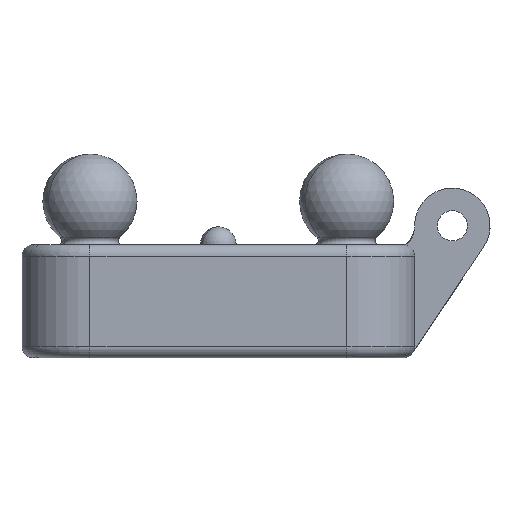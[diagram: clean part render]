
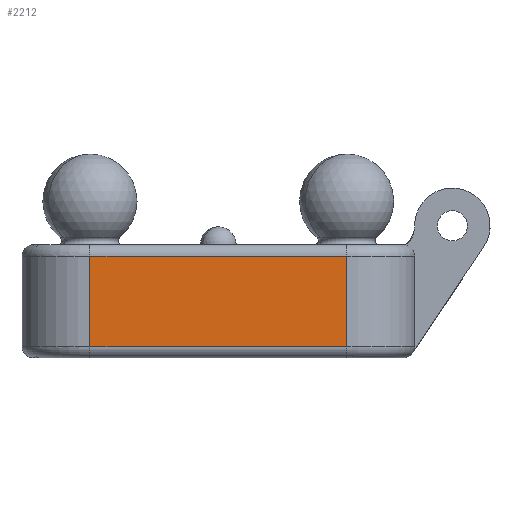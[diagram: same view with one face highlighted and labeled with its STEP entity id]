
A CAD part, left-side view. The second image highlights one B-rep face of the part: STEP entity #2212.
In plain terms, the highlighted planar face has unit normal (-1, 0, 0).
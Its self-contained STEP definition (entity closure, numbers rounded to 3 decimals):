
#2192=AXIS2_PLACEMENT_3D('Plane Axis2P3D',#2189,#2190,#2191) ;
#788=CARTESIAN_POINT('Cartesian Point',(-86.,-34.,27.)) ;
#836=CARTESIAN_POINT('Cartesian Point',(-86.,34.,27.)) ;
#839=CARTESIAN_POINT('Line Origine',(-86.,0.,27.)) ;
#1977=CARTESIAN_POINT('Cartesian Point',(-86.,-34.,3.)) ;
#2177=CARTESIAN_POINT('Line Origine',(-86.,-34.,15.)) ;
#2189=CARTESIAN_POINT('Axis2P3D Location',(-86.,-34.,0.)) ;
#2194=CARTESIAN_POINT('Line Origine',(-86.,0.,3.)) ;
#2198=CARTESIAN_POINT('Cartesian Point',(-86.,34.,3.)) ;
#2201=CARTESIAN_POINT('Line Origine',(-86.,34.,15.)) ;
#840=DIRECTION('Vector Direction',(0.,-1.,0.)) ;
#2178=DIRECTION('Vector Direction',(0.,0.,-1.)) ;
#2190=DIRECTION('Axis2P3D Direction',(1.,0.,0.)) ;
#2191=DIRECTION('Axis2P3D XDirection',(0.,1.,0.)) ;
#2195=DIRECTION('Vector Direction',(0.,1.,0.)) ;
#2202=DIRECTION('Vector Direction',(0.,0.,1.)) ;
#841=VECTOR('Line Direction',#840,1.) ;
#2179=VECTOR('Line Direction',#2178,1.) ;
#2196=VECTOR('Line Direction',#2195,1.) ;
#2203=VECTOR('Line Direction',#2202,1.) ;
#2207=ORIENTED_EDGE('Oriented Edge',*,*,#2200,.F.) ;
#2208=ORIENTED_EDGE('Oriented Edge',*,*,#2181,.T.) ;
#2209=ORIENTED_EDGE('Oriented Edge',*,*,#843,.T.) ;
#2210=ORIENTED_EDGE('Oriented Edge',*,*,#2205,.F.) ;
#2212=ADVANCED_FACE('',(#2211),#2193,.F.) ;
#843=EDGE_CURVE('',#789,#837,#842,.F.) ;
#2181=EDGE_CURVE('',#1978,#789,#2180,.F.) ;
#2200=EDGE_CURVE('',#1978,#2199,#2197,.T.) ;
#2205=EDGE_CURVE('',#2199,#837,#2204,.T.) ;
#2206=EDGE_LOOP('Oriented Loop',(#2207,#2208,#2209,#2210)) ;
#2211=FACE_OUTER_BOUND('Face Bound',#2206,.T.) ;
#842=LINE('Line',#839,#841) ;
#2180=LINE('Line',#2177,#2179) ;
#2197=LINE('Line',#2194,#2196) ;
#2204=LINE('Line',#2201,#2203) ;
#2193=PLANE('Plane',#2192) ;
#789=VERTEX_POINT('Vertex Point',#788) ;
#837=VERTEX_POINT('Vertex Point',#836) ;
#1978=VERTEX_POINT('Vertex Point',#1977) ;
#2199=VERTEX_POINT('Vertex Point',#2198) ;
